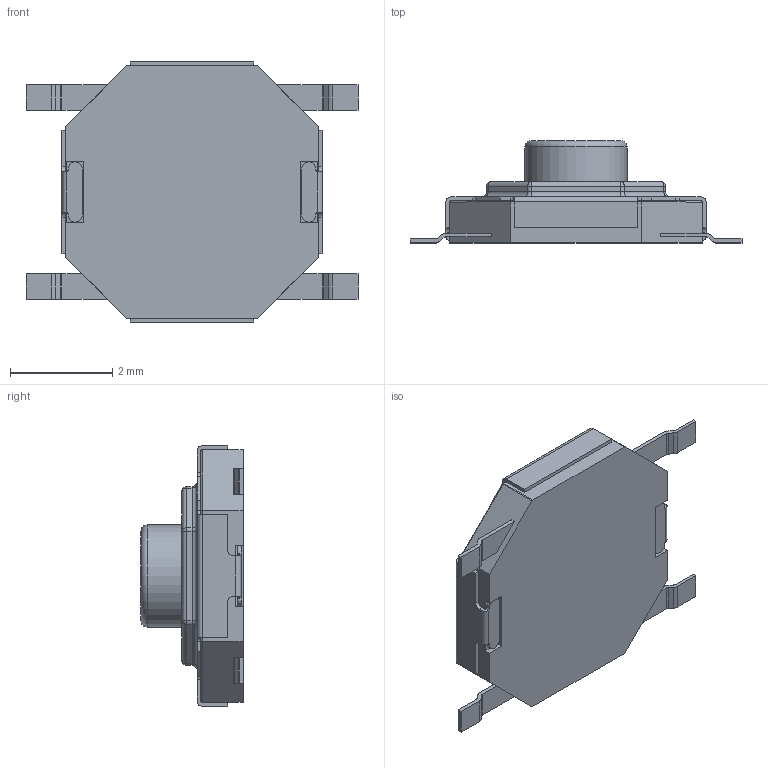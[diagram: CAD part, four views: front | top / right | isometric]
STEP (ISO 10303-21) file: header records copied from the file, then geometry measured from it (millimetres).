
FILE_DESCRIPTION(('HOOPS Exchange Step'),'2;1');
FILE_NAME('temp_export','2023-07-30T19:49:30+08:00',('nicholas'),('Shapr3D Limited'),'HOOPS Exchange 2022.2','Shapr3D','Authorized');
FILE_SCHEMA( ('AUTOMOTIVE_DESIGN { 1 0 10303 214 1 1 1 1 }') );
Length unit declared in the file: millimetre
Products named in the file (2): TS-1187A-B-A-B--3DModel-STEP-56544.STEP; root
Assembly tree (1 placements, depth 2):
  root
    TS-1187A-B-A-B--3DModel-STEP-56544.STEP
Bounding box: 6.5 x 2 x 5.1 mm (x, y, z)
Volume: 23.8 mm3; surface area: 131.8 mm2
Topology: 7 solids, 7 shells, 287 faces, 722 edges, 428 vertices
Faces by surface type: plane 129, cylinder 117, sphere 24, torus 17
Full cylindrical faces by diameter (mm): 2 x1, 2.2 x2
Entity records: 8384 total; most frequent: DIRECTION 1529, CARTESIAN_POINT 1415, ORIENTED_EDGE 1396, EDGE_CURVE 698, AXIS2_PLACEMENT_3D 542, VECTOR 445, LINE 445, VERTEX_POINT 428
